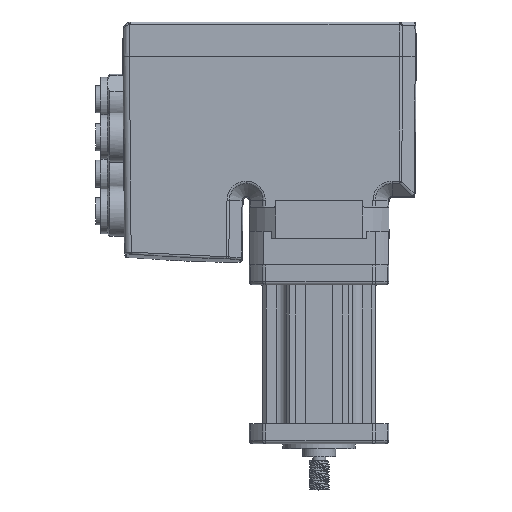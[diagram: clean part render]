
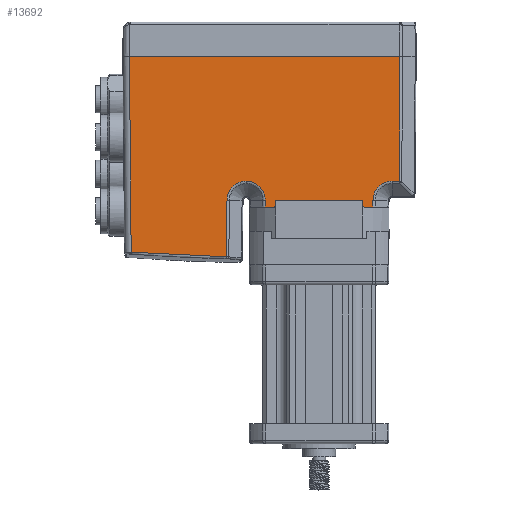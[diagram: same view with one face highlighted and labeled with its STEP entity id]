
A CAD part, top view. The second image highlights one B-rep face of the part: STEP entity #13692.
In plain terms, the highlighted planar face has unit normal (0, -0.009, 1).
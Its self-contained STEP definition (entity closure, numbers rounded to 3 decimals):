
#442=LINE('',#21335,#1111);
#443=LINE('',#21338,#1112);
#444=LINE('',#21339,#1113);
#445=LINE('',#21346,#1114);
#446=LINE('',#21358,#1115);
#447=LINE('',#21360,#1116);
#448=LINE('',#21369,#1117);
#449=LINE('',#21378,#1118);
#450=LINE('',#21380,#1119);
#1111=VECTOR('',#16352,1000.);
#1112=VECTOR('',#16353,1000.);
#1113=VECTOR('',#16354,1000.);
#1114=VECTOR('',#16355,1000.);
#1115=VECTOR('',#16356,1000.);
#1116=VECTOR('',#16357,1000.);
#1117=VECTOR('',#16360,1000.);
#1118=VECTOR('',#16363,1000.);
#1119=VECTOR('',#16364,1000.);
#1924=CIRCLE('',#14520,50.638);
#1925=CIRCLE('',#14521,50.638);
#2287=PLANE('',#14519);
#3608=ORIENTED_EDGE('',*,*,#5779,.T.);
#3609=ORIENTED_EDGE('',*,*,#5780,.T.);
#3610=ORIENTED_EDGE('',*,*,#5761,.T.);
#3611=ORIENTED_EDGE('',*,*,#5781,.T.);
#3612=ORIENTED_EDGE('',*,*,#5782,.T.);
#3613=ORIENTED_EDGE('',*,*,#5783,.T.);
#3614=ORIENTED_EDGE('',*,*,#5784,.T.);
#3615=ORIENTED_EDGE('',*,*,#5630,.T.);
#3616=ORIENTED_EDGE('',*,*,#5785,.T.);
#3617=ORIENTED_EDGE('',*,*,#5786,.F.);
#3618=ORIENTED_EDGE('',*,*,#5787,.T.);
#3619=ORIENTED_EDGE('',*,*,#5788,.F.);
#3620=ORIENTED_EDGE('',*,*,#5789,.T.);
#3621=ORIENTED_EDGE('',*,*,#5790,.F.);
#3622=ORIENTED_EDGE('',*,*,#5791,.T.);
#3623=ORIENTED_EDGE('',*,*,#5792,.F.);
#3624=ORIENTED_EDGE('',*,*,#5793,.T.);
#3625=ORIENTED_EDGE('',*,*,#5794,.T.);
#5630=EDGE_CURVE('',#6834,#6835,#7408,.T.);
#5761=EDGE_CURVE('',#6919,#6918,#7470,.F.);
#5779=EDGE_CURVE('',#6933,#6934,#442,.T.);
#5780=EDGE_CURVE('',#6934,#6919,#443,.T.);
#5781=EDGE_CURVE('',#6918,#6935,#444,.T.);
#5782=EDGE_CURVE('',#6935,#6936,#7474,.T.);
#5783=EDGE_CURVE('',#6936,#6937,#445,.T.);
#5784=EDGE_CURVE('',#6937,#6834,#7475,.T.);
#5785=EDGE_CURVE('',#6835,#6938,#446,.T.);
#5786=EDGE_CURVE('',#6939,#6938,#447,.T.);
#5787=EDGE_CURVE('',#6939,#6940,#1924,.T.);
#5788=EDGE_CURVE('',#6941,#6940,#7476,.F.);
#5789=EDGE_CURVE('',#6941,#6942,#448,.T.);
#5790=EDGE_CURVE('',#6943,#6942,#7477,.F.);
#5791=EDGE_CURVE('',#6943,#6944,#1925,.T.);
#5792=EDGE_CURVE('',#6945,#6944,#449,.T.);
#5793=EDGE_CURVE('',#6945,#6946,#450,.T.);
#5794=EDGE_CURVE('',#6946,#6933,#7478,.T.);
#6834=VERTEX_POINT('',#20402);
#6835=VERTEX_POINT('',#20403);
#6918=VERTEX_POINT('',#21280);
#6919=VERTEX_POINT('',#21284);
#6933=VERTEX_POINT('',#21336);
#6934=VERTEX_POINT('',#21337);
#6935=VERTEX_POINT('',#21340);
#6936=VERTEX_POINT('',#21345);
#6937=VERTEX_POINT('',#21347);
#6938=VERTEX_POINT('',#21359);
#6939=VERTEX_POINT('',#21361);
#6940=VERTEX_POINT('',#21363);
#6941=VERTEX_POINT('',#21368);
#6942=VERTEX_POINT('',#21370);
#6943=VERTEX_POINT('',#21375);
#6944=VERTEX_POINT('',#21377);
#6945=VERTEX_POINT('',#21379);
#6946=VERTEX_POINT('',#21381);
#7408=B_SPLINE_CURVE_WITH_KNOTS('',3,(#20387,#20388,#20389,#20390,#20391,
#20392,#20393,#20394,#20395,#20396,#20397,#20398,#20399,#20400,#20401),
 .UNSPECIFIED.,.F.,.F.,(4,1,1,1,1,1,1,1,1,1,1,1,4),(0.,0.125,0.188,0.25,
0.313,0.375,0.5,0.625,0.688,0.75,0.813,0.875,1.),.UNSPECIFIED.);
#7470=B_SPLINE_CURVE_WITH_KNOTS('',3,(#21285,#21286,#21287,#21288),
 .UNSPECIFIED.,.F.,.F.,(4,4),(0.,1.),.UNSPECIFIED.);
#7474=B_SPLINE_CURVE_WITH_KNOTS('',3,(#21341,#21342,#21343,#21344),
 .UNSPECIFIED.,.F.,.F.,(4,4),(0.,1.),.UNSPECIFIED.);
#7475=B_SPLINE_CURVE_WITH_KNOTS('',3,(#21348,#21349,#21350,#21351,#21352,
#21353,#21354,#21355,#21356,#21357),.UNSPECIFIED.,.F.,.F.,(4,2,2,2,4),(0.,
0.391,0.781,1.172,1.562),
 .UNSPECIFIED.);
#7476=B_SPLINE_CURVE_WITH_KNOTS('',3,(#21364,#21365,#21366,#21367),
 .UNSPECIFIED.,.F.,.F.,(4,4),(0.,1.),.UNSPECIFIED.);
#7477=B_SPLINE_CURVE_WITH_KNOTS('',3,(#21371,#21372,#21373,#21374),
 .UNSPECIFIED.,.F.,.F.,(4,4),(0.,1.),.UNSPECIFIED.);
#7478=B_SPLINE_CURVE_WITH_KNOTS('',3,(#21382,#21383,#21384,#21385,#21386,
#21387,#21388,#21389,#21390,#21391),.UNSPECIFIED.,.F.,.F.,(4,2,2,2,4),(0.,
0.397,0.795,1.192,1.589),
 .UNSPECIFIED.);
#7900=EDGE_LOOP('',(#3608,#3609,#3610,#3611,#3612,#3613,#3614,#3615,#3616,
#3617,#3618,#3619,#3620,#3621,#3622,#3623,#3624,#3625));
#8683=FACE_BOUND('',#7900,.T.);
#13692=ADVANCED_FACE('',(#8683),#2287,.T.);
#14519=AXIS2_PLACEMENT_3D('',#21334,#16350,#16351);
#14520=AXIS2_PLACEMENT_3D('',#21362,#16358,#16359);
#14521=AXIS2_PLACEMENT_3D('',#21376,#16361,#16362);
#16350=DIRECTION('',(0.,-0.009,1.));
#16351=DIRECTION('',(0.,-1.,-0.009));
#16352=DIRECTION('',(1.,0.,0.));
#16353=DIRECTION('',(0.004,1.,0.009));
#16354=DIRECTION('',(0.009,-1.,-0.009));
#16355=DIRECTION('',(0.009,1.,0.009));
#16356=DIRECTION('',(0.004,-1.,-0.009));
#16357=DIRECTION('',(-1.,0.,0.));
#16358=DIRECTION('',(0.,0.009,-1.));
#16359=DIRECTION('',(-0.68,0.733,0.006));
#16360=DIRECTION('',(1.,0.,0.));
#16361=DIRECTION('',(0.,0.009,-1.));
#16362=DIRECTION('',(0.671,0.741,0.006));
#16363=DIRECTION('',(-1.,0.,0.));
#16364=DIRECTION('',(0.004,1.,0.009));
#20387=CARTESIAN_POINT('',(-22.075,5.831,21.201));
#20388=CARTESIAN_POINT('',(-21.701,5.831,21.201));
#20389=CARTESIAN_POINT('',(-21.162,5.782,21.2));
#20390=CARTESIAN_POINT('',(-20.44,5.606,21.199));
#20391=CARTESIAN_POINT('',(-19.949,5.437,21.197));
#20392=CARTESIAN_POINT('',(-19.372,5.173,21.195));
#20393=CARTESIAN_POINT('',(-18.711,4.781,21.192));
#20394=CARTESIAN_POINT('',(-17.935,4.149,21.186));
#20395=CARTESIAN_POINT('',(-17.309,3.369,21.179));
#20396=CARTESIAN_POINT('',(-16.923,2.706,21.174));
#20397=CARTESIAN_POINT('',(-16.663,2.124,21.169));
#20398=CARTESIAN_POINT('',(-16.499,1.634,21.164));
#20399=CARTESIAN_POINT('',(-16.328,0.909,21.158));
#20400=CARTESIAN_POINT('',(-16.283,0.371,21.153));
#20401=CARTESIAN_POINT('',(-16.286,-0.004,21.15));
#20402=CARTESIAN_POINT('',(-22.075,5.831,21.201));
#20403=CARTESIAN_POINT('',(-16.286,-0.004,21.15));
#21280=CARTESIAN_POINT('',(-57.38,43.502,21.53));
#21284=CARTESIAN_POINT('',(24.465,43.5,21.53));
#21285=CARTESIAN_POINT('',(-57.38,43.5,21.53));
#21286=CARTESIAN_POINT('',(-30.098,43.5,21.53));
#21287=CARTESIAN_POINT('',(-2.816,43.5,21.53));
#21288=CARTESIAN_POINT('',(24.465,43.5,21.53));
#21334=CARTESIAN_POINT('',(0.,0.,21.15));
#21335=CARTESIAN_POINT('',(29.047,5.831,21.201));
#21336=CARTESIAN_POINT('',(22.075,5.831,21.201));
#21337=CARTESIAN_POINT('',(24.329,5.831,21.201));
#21338=CARTESIAN_POINT('',(24.308,-0.088,21.149));
#21339=CARTESIAN_POINT('',(-56.996,-0.497,21.146));
#21340=CARTESIAN_POINT('',(-56.864,-15.64,21.014));
#21341=CARTESIAN_POINT('',(-56.864,-15.64,21.014));
#21342=CARTESIAN_POINT('',(-47.264,-16.454,21.006));
#21343=CARTESIAN_POINT('',(-37.647,-16.918,21.002));
#21344=CARTESIAN_POINT('',(-28.013,-17.031,21.001));
#21345=CARTESIAN_POINT('',(-28.013,-17.031,21.001));
#21346=CARTESIAN_POINT('',(-27.864,0.097,21.151));
#21347=CARTESIAN_POINT('',(-27.864,0.092,21.151));
#21348=CARTESIAN_POINT('',(-27.864,0.092,21.151));
#21349=CARTESIAN_POINT('',(-27.857,0.846,21.157));
#21350=CARTESIAN_POINT('',(-27.702,1.598,21.164));
#21351=CARTESIAN_POINT('',(-27.116,2.987,21.176));
#21352=CARTESIAN_POINT('',(-26.686,3.623,21.182));
#21353=CARTESIAN_POINT('',(-25.615,4.684,21.191));
#21354=CARTESIAN_POINT('',(-24.976,5.109,21.195));
#21355=CARTESIAN_POINT('',(-23.582,5.682,21.2));
#21356=CARTESIAN_POINT('',(-22.829,5.831,21.201));
#21357=CARTESIAN_POINT('',(-22.075,5.831,21.201));
#21358=CARTESIAN_POINT('',(-16.286,-0.059,21.149));
#21359=CARTESIAN_POINT('',(-16.279,-2.,21.133));
#21360=CARTESIAN_POINT('',(0.,-2.,21.133));
#21361=CARTESIAN_POINT('',(-13.628,-2.,21.133));
#21362=CARTESIAN_POINT('',(20.799,-39.133,20.808));
#21363=CARTESIAN_POINT('',(-13.19,-1.609,21.143));
#21364=CARTESIAN_POINT('',(-13.188,-1.609,21.136));
#21365=CARTESIAN_POINT('',(-13.184,-1.072,21.141));
#21366=CARTESIAN_POINT('',(-13.179,-0.536,21.145));
#21367=CARTESIAN_POINT('',(-13.174,0.,21.15));
#21368=CARTESIAN_POINT('',(-13.174,0.,21.15));
#21369=CARTESIAN_POINT('',(0.,0.,21.15));
#21370=CARTESIAN_POINT('',(13.174,0.,21.15));
#21371=CARTESIAN_POINT('',(13.174,0.,21.15));
#21372=CARTESIAN_POINT('',(13.179,-0.536,21.145));
#21373=CARTESIAN_POINT('',(13.184,-1.072,21.141));
#21374=CARTESIAN_POINT('',(13.188,-1.609,21.136));
#21375=CARTESIAN_POINT('',(13.19,-1.609,21.143));
#21376=CARTESIAN_POINT('',(-20.799,-39.133,20.808));
#21377=CARTESIAN_POINT('',(13.628,-2.,21.133));
#21378=CARTESIAN_POINT('',(0.,-2.,21.133));
#21379=CARTESIAN_POINT('',(16.279,-2.,21.133));
#21380=CARTESIAN_POINT('',(16.286,-0.059,21.149));
#21381=CARTESIAN_POINT('',(16.286,-0.004,21.15));
#21382=CARTESIAN_POINT('',(16.287,-0.064,21.149));
#21383=CARTESIAN_POINT('',(16.273,0.703,21.156));
#21384=CARTESIAN_POINT('',(16.413,1.472,21.163));
#21385=CARTESIAN_POINT('',(16.98,2.896,21.175));
#21386=CARTESIAN_POINT('',(17.407,3.551,21.181));
#21387=CARTESIAN_POINT('',(18.481,4.645,21.191));
#21388=CARTESIAN_POINT('',(19.128,5.084,21.194));
#21389=CARTESIAN_POINT('',(20.542,5.677,21.2));
#21390=CARTESIAN_POINT('',(21.308,5.831,21.201));
#21391=CARTESIAN_POINT('',(22.075,5.831,21.201));
